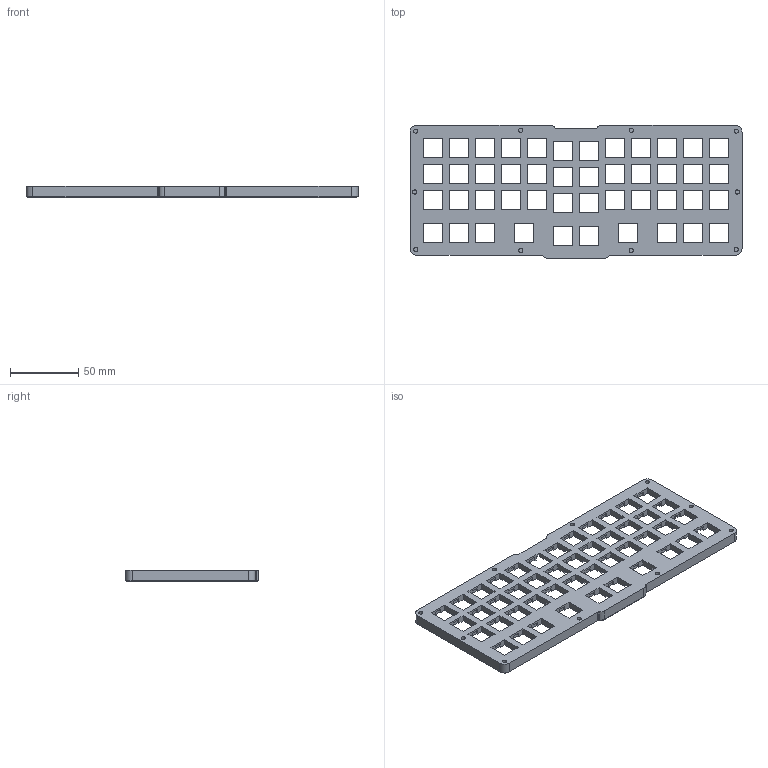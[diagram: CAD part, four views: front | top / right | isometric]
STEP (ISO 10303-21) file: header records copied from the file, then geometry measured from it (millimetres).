
FILE_DESCRIPTION(('FreeCAD Model'),'2;1');
FILE_NAME('Open CASCADE Shape Model','2023-03-23T15:21:06',('Author'),( ''),'Open CASCADE STEP processor 7.5','FreeCAD','Unknown');
FILE_SCHEMA(('AUTOMOTIVE_DESIGN { 1 0 10303 214 1 1 1 1 }'));
Products named in the file (1): Bottom
Bounding box: 242.6 x 97.34 x 8.35 mm (x, y, z)
Volume: 69359.2 mm3; surface area: 49012.2 mm2
Topology: 1 solids, 1 shells, 868 faces, 2544 edges, 1642 vertices
Faces by surface type: plane 814, cylinder 38, cone 16
Full cylindrical faces by diameter (mm): 3.1 x10
Entity records: 61462 total; most frequent: CARTESIAN_POINT 10371, DIRECTION 9424, LINE 7464, VECTOR 7464, ORIENTED_EDGE 5090, PCURVE 5088, DEFINITIONAL_REPRESENTATION 5088, EDGE_CURVE 2544
